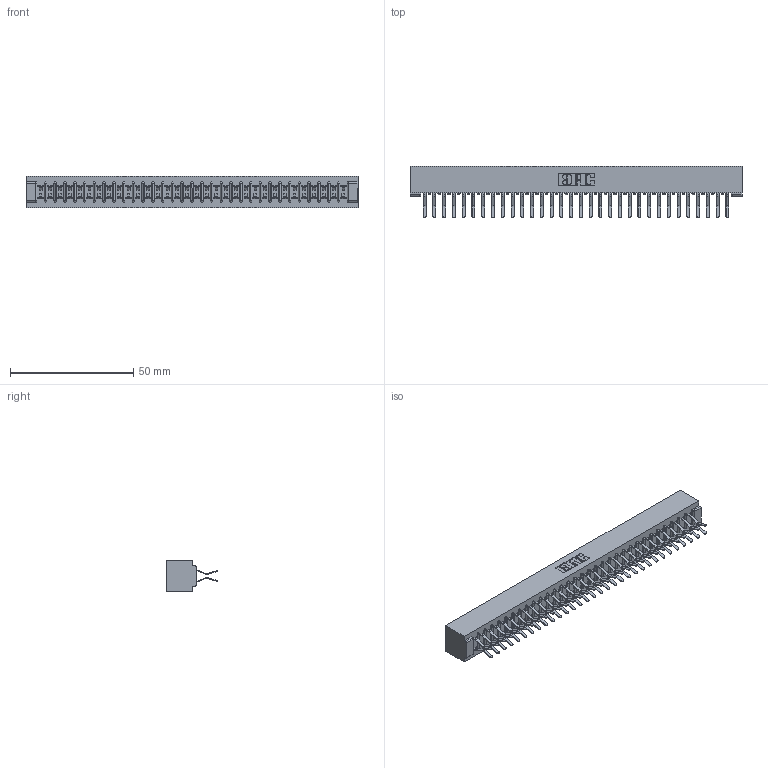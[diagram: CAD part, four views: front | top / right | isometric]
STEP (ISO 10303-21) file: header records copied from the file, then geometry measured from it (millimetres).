
FILE_DESCRIPTION (( 'STEP AP203' ), '1' );
FILE_NAME ('357-064-560-201.STEP', '2018-08-12T16:48:36', ( '' ), ( '' ), 'SwSTEP 2.0', 'SolidWorks 2016', '' );
FILE_SCHEMA (( 'CONFIG_CONTROL_DESIGN' ));
Length unit declared in the file: inch
Products named in the file (3): 307-290-001_560; 357-064-560-201; 307 Part_No Mounting Lugs
Assembly tree (65 placements, depth 2):
  357-064-560-201
    307 Part_No Mounting Lugs
    307-290-001_560  x64
Bounding box: 134.67 x 20.73 x 12.7 mm (x, y, z)
Volume: 14877.1 mm3; surface area: 18745.6 mm2
Topology: 65 solids, 65 shells, 3343 faces, 9387 edges, 6082 vertices
Faces by surface type: plane 2178, cylinder 1099, sphere 66
Entity records: 29516 total; most frequent: CARTESIAN_POINT 4828, ORIENTED_EDGE 4782, DIRECTION 4733, EDGE_CURVE 2391, LINE 1831, VECTOR 1831, VERTEX_POINT 1546, AXIS2_PLACEMENT_3D 1451
